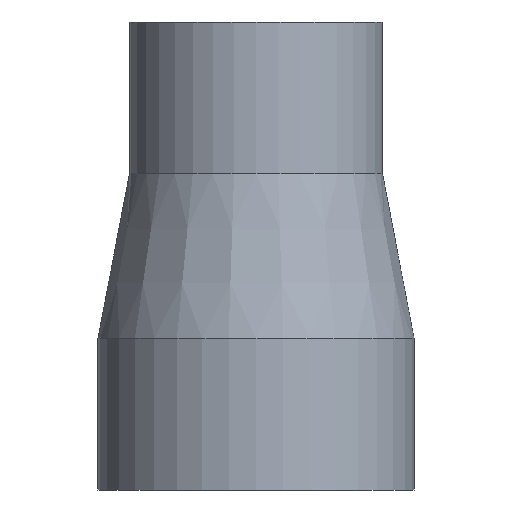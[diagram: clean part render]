
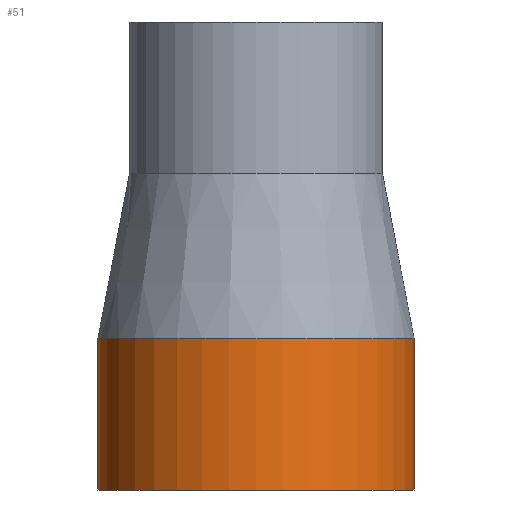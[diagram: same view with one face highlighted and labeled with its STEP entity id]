
A CAD part, front view. The second image highlights one B-rep face of the part: STEP entity #51.
In plain terms, the highlighted cylindrical face has radius 12.5 mm (diameter 25 mm), a partial arc.
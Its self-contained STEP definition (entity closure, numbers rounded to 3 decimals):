
#51=ADVANCED_FACE('',(#103),#104,.T.);
#103=FACE_OUTER_BOUND('',#155,.T.);
#104=CYLINDRICAL_SURFACE('',#156,12.5);
#155=EDGE_LOOP('',(#231,#232,#233,#234));
#156=AXIS2_PLACEMENT_3D('',#235,#236,#237);
#231=ORIENTED_EDGE('',*,*,#321,.T.);
#232=ORIENTED_EDGE('',*,*,#319,.F.);
#233=ORIENTED_EDGE('',*,*,#323,.T.);
#234=ORIENTED_EDGE('',*,*,#326,.T.);
#235=CARTESIAN_POINT('',(0.0,0.0,6.0));
#236=DIRECTION('',(0.0,0.0,-1.0));
#237=DIRECTION('',(1.0,0.0,0.0));
#319=EDGE_CURVE('',#374,#371,#376,.T.);
#321=EDGE_CURVE('',#378,#371,#379,.T.);
#323=EDGE_CURVE('',#374,#380,#382,.T.);
#326=EDGE_CURVE('',#380,#378,#385,.T.);
#371=VERTEX_POINT('',#438);
#374=VERTEX_POINT('',#442);
#376=CIRCLE('',#445,12.5);
#378=VERTEX_POINT('',#447);
#379=LINE('',#448,#449);
#380=VERTEX_POINT('',#450);
#382=LINE('',#452,#453);
#385=CIRCLE('',#456,12.5);
#438=CARTESIAN_POINT('',(12.5,0.0,12.0));
#442=CARTESIAN_POINT('',(-12.5,0.,12.0));
#445=AXIS2_PLACEMENT_3D('',#505,#506,#507);
#447=CARTESIAN_POINT('',(12.5,0.0,0.0));
#448=CARTESIAN_POINT('',(12.5,0.,6.0));
#449=VECTOR('',#508,1.0);
#450=CARTESIAN_POINT('',(-12.5,0.,0.0));
#452=CARTESIAN_POINT('',(-12.5,0.,6.0));
#453=VECTOR('',#512,1.0);
#456=AXIS2_PLACEMENT_3D('',#516,#517,#518);
#505=CARTESIAN_POINT('',(0.0,0.0,12.0));
#506=DIRECTION('',(0.0,0.0,1.0));
#507=DIRECTION('',(1.0,0.0,0.0));
#508=DIRECTION('',(-0.0,-0.0,1.0));
#512=DIRECTION('',(0.0,0.0,-1.0));
#516=CARTESIAN_POINT('',(0.0,0.0,0.0));
#517=DIRECTION('',(0.0,0.0,1.0));
#518=DIRECTION('',(1.0,0.0,0.0));
